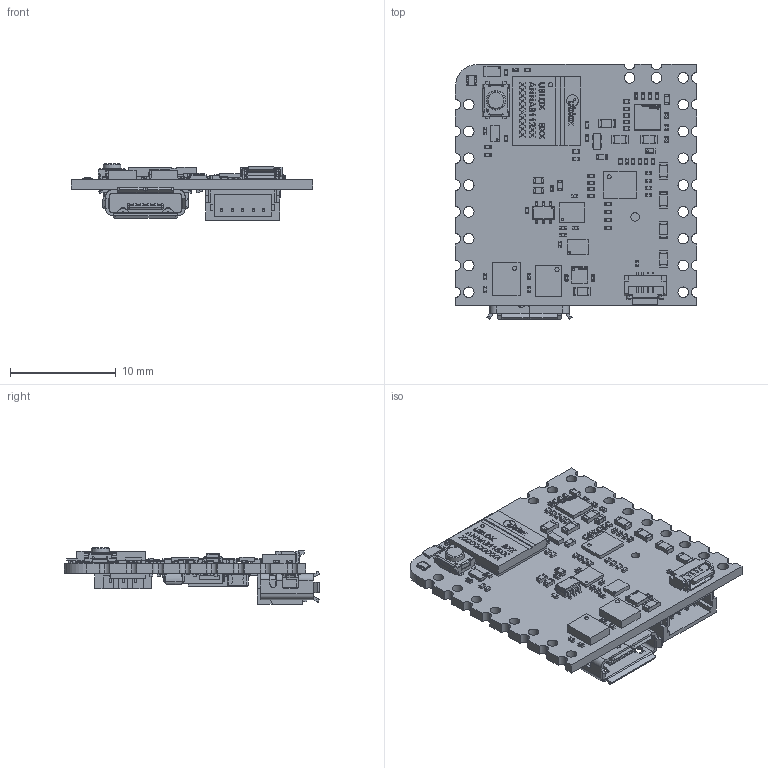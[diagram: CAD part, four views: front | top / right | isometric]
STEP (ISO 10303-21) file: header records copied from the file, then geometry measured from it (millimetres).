
FILE_DESCRIPTION(('Open CASCADE Model'),'2;1');
FILE_NAME('Open CASCADE Shape Model','2023-01-02T20:09:07',('Author'),( 'Open CASCADE'),'Open CASCADE STEP processor 6.8','Open CASCADE 6.8' ,'Unknown');
FILE_SCHEMA(('AUTOMOTIVE_DESIGN { 1 0 10303 214 1 1 1 1 }'));
Length unit declared in the file: millimetre
Products named in the file (225): PCB; Board; Open CASCADE STEP translator 6.8 1.1.1; Open CASCADE STEP translator 6.8 1.1.1.1; U5; 2769513036896; Extruded; 2769541353056; Cylinder; R59; RES-0201; C38; CAP-0201; R58; R57; C37; C36; R56; R55; R54; R53; R52; U14; sot25; R51; RES-0402; R50; C35; C34; R47; R39; C33; C30; R49; RES-0603; R48; R46; R45; L3; FER-0603 ...
Assembly tree (431 placements, depth 5):
  PCB
    Board
      Open CASCADE STEP translator 6.8 1.1.1
        Open CASCADE STEP translator 6.8 1.1.1.1
    U5
      2769513036896
        Extruded
      2769541353056
        Cylinder
    R59
      RES-0201
    C38
      CAP-0201
    R58
      RES-0201
    R57
      RES-0201
    C37
      CAP-0201
    C36
      CAP-0201
    R56
      RES-0201
    R55
      RES-0201
    R54
      RES-0201
    R53
      RES-0201
    R52
      RES-0201
    U14
      sot25
    R51
      RES-0402
    R50
      RES-0402
    C35
      CAP-0201
    C34
      CAP-0201
    R47
      RES-0402
    R39
      RES-0402
    C33
      CAP-0201
    C30
      CAP-0201
    R49
      RES-0603
    R48
      RES-0201
    R46
      RES-0201
    R45
      RES-0201
    L3
      FER-0603
    J6
Bounding box: 22.86 x 24.17 x 5.4 mm (x, y, z)
Volume: 728.5 mm3; surface area: 2549.1 mm2
Topology: 413 solids, 419 shells, 9008 faces, 23267 edges, 14526 vertices
Faces by surface type: plane 5404, cylinder 1940, bspline 1101, sphere 538, torus 13, cone 12
Full cylindrical faces by diameter (mm): 0.017 x1, 0.111 x1, 0.124 x1, 0.16 x1, 0.177 x2, 0.25 x1, 0.376 x1, 0.386 x1, 0.388 x1, 0.4 x2, 0.414 x1, 0.6 x1, 0.8 x1, 1.006 x19, 1.3 x1, 1.7 x1, 1.85 x1
Entity records: 177337 total; most frequent: CARTESIAN_POINT 38824, ORIENTED_EDGE 24397, DIRECTION 20628, EDGE_CURVE 12201, LINE 8912, VECTOR 8912, VERTEX_POINT 8045, AXIS2_PLACEMENT_3D 5858
